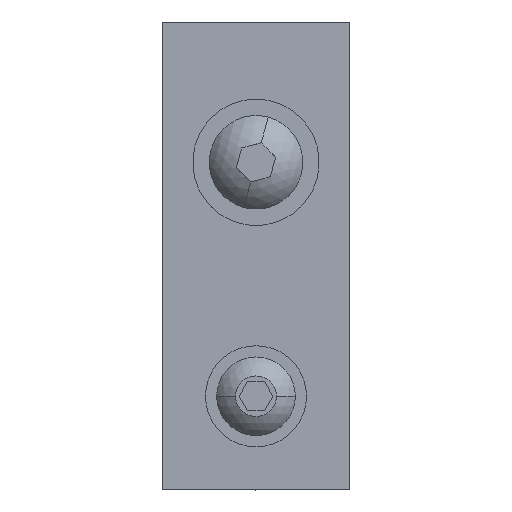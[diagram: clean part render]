
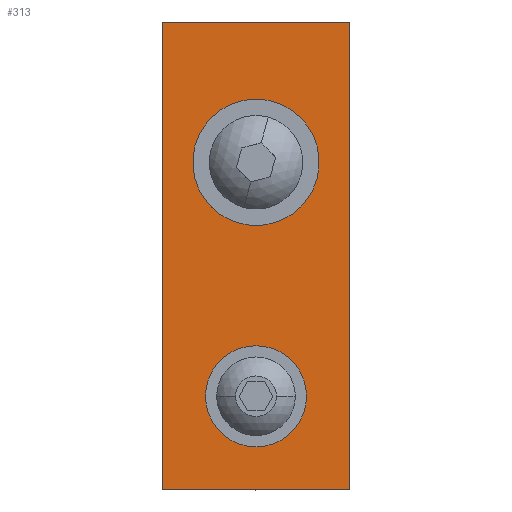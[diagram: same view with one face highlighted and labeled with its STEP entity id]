
A CAD part, top view. The second image highlights one B-rep face of the part: STEP entity #313.
In plain terms, the highlighted planar face has unit normal (0, 0, 1).
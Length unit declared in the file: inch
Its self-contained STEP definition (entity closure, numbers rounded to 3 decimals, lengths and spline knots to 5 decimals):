
#102 = EDGE_CURVE ( 'NONE', #2412, #405, #1832, .T. ) ;
#105 = VERTEX_POINT ( 'NONE', #1872 ) ;
#111 = ORIENTED_EDGE ( 'NONE', *, *, #102, .F. ) ;
#159 = EDGE_CURVE ( 'NONE', #405, #2412, #2075, .T. ) ;
#189 = ORIENTED_EDGE ( 'NONE', *, *, #159, .F. ) ;
#209 = VERTEX_POINT ( 'NONE', #1049 ) ;
#225 = EDGE_CURVE ( 'NONE', #1270, #105, #1100, .T. ) ;
#235 = EDGE_CURVE ( 'NONE', #209, #1830, #1179, .T. ) ;
#244 = EDGE_LOOP ( 'NONE', ( #189, #111 ) ) ;
#259 = ORIENTED_EDGE ( 'NONE', *, *, #225, .F. ) ;
#263 = ORIENTED_EDGE ( 'NONE', *, *, #1484, .F. ) ;
#313 = ADVANCED_FACE ( 'NONE', ( #1842, #1843, #1844 ), #1845, .T. ) ;
#405 = VERTEX_POINT ( 'NONE', #998 ) ;
#504 = VERTEX_POINT ( 'NONE', #1867 ) ;
#567 = ORIENTED_EDGE ( 'NONE', *, *, #3140, .T. ) ;
#654 = CARTESIAN_POINT ( 'NONE',  ( 0.3715, 0.5, 0.188 ) ) ;
#655 = LINE ( 'NONE', #659, #660 ) ;
#659 = CARTESIAN_POINT ( 'NONE',  ( 1., 2.5, 0.188 ) ) ;
#660 = VECTOR ( 'NONE', #661, 39.37008 ) ;
#661 = DIRECTION ( 'NONE',  ( 0., 1., 0. ) ) ;
#675 = EDGE_CURVE ( 'NONE', #1830, #1716, #843, .T. ) ;
#843 = LINE ( 'NONE', #844, #845 ) ;
#844 = CARTESIAN_POINT ( 'NONE',  ( 0., 0., 0.188 ) ) ;
#845 = VECTOR ( 'NONE', #846, 39.37008 ) ;
#846 = DIRECTION ( 'NONE',  ( 1., 0., 0. ) ) ;
#957 = ORIENTED_EDGE ( 'NONE', *, *, #2429, .T. ) ;
#998 = CARTESIAN_POINT ( 'NONE',  ( 0.6285, 0.5, 0.188 ) ) ;
#1049 = CARTESIAN_POINT ( 'NONE',  ( 0., 2.5, 0.188 ) ) ;
#1100 = CIRCLE ( 'NONE', #1101, 0.164 ) ;
#1101 = AXIS2_PLACEMENT_3D ( 'NONE', #1102, #1103, #1104 ) ;
#1102 = CARTESIAN_POINT ( 'NONE',  ( 0.5, 1.75, 0.188 ) ) ;
#1103 = DIRECTION ( 'NONE',  ( 0., 0., 1. ) ) ;
#1104 = DIRECTION ( 'NONE',  ( 1., 0., 0. ) ) ;
#1179 = LINE ( 'NONE', #1180, #1181 ) ;
#1180 = CARTESIAN_POINT ( 'NONE',  ( 0., 2.5, 0.188 ) ) ;
#1181 = VECTOR ( 'NONE', #1182, 39.37008 ) ;
#1182 = DIRECTION ( 'NONE',  ( 0., -1., 0. ) ) ;
#1254 = LINE ( 'NONE', #1255, #1256 ) ;
#1255 = CARTESIAN_POINT ( 'NONE',  ( 0., 2.5, 0.188 ) ) ;
#1256 = VECTOR ( 'NONE', #1257, 39.37008 ) ;
#1257 = DIRECTION ( 'NONE',  ( -1., 0., 0. ) ) ;
#1258 = CARTESIAN_POINT ( 'NONE',  ( 0.664, 1.75, 0.188 ) ) ;
#1270 = VERTEX_POINT ( 'NONE', #1258 ) ;
#1381 = CIRCLE ( 'NONE', #1382, 0.164 ) ;
#1382 = AXIS2_PLACEMENT_3D ( 'NONE', #1383, #1384, #1385 ) ;
#1383 = CARTESIAN_POINT ( 'NONE',  ( 0.5, 1.75, 0.188 ) ) ;
#1384 = DIRECTION ( 'NONE',  ( 0., 0., 1. ) ) ;
#1385 = DIRECTION ( 'NONE',  ( 1., 0., 0. ) ) ;
#1484 = EDGE_CURVE ( 'NONE', #105, #1270, #1381, .T. ) ;
#1564 = CARTESIAN_POINT ( 'NONE',  ( 1., 0., 0.188 ) ) ;
#1710 = CARTESIAN_POINT ( 'NONE',  ( 0., 0., 0.188 ) ) ;
#1716 = VERTEX_POINT ( 'NONE', #1564 ) ;
#1830 = VERTEX_POINT ( 'NONE', #1710 ) ;
#1832 = CIRCLE ( 'NONE', #1833, 0.1285 ) ;
#1833 = AXIS2_PLACEMENT_3D ( 'NONE', #1834, #1835, #1836 ) ;
#1834 = CARTESIAN_POINT ( 'NONE',  ( 0.5, 0.5, 0.188 ) ) ;
#1835 = DIRECTION ( 'NONE',  ( 0., 0., 1. ) ) ;
#1836 = DIRECTION ( 'NONE',  ( 1., 0., 0. ) ) ;
#1842 = FACE_BOUND ( 'NONE', #2885, .T. ) ;
#1843 = FACE_BOUND ( 'NONE', #244, .T. ) ;
#1844 = FACE_OUTER_BOUND ( 'NONE', #3174, .T. ) ;
#1845 = PLANE ( 'NONE',  #1846 ) ;
#1846 = AXIS2_PLACEMENT_3D ( 'NONE', #1848, #1849, #1850 ) ;
#1848 = CARTESIAN_POINT ( 'NONE',  ( 0., 0., 0.188 ) ) ;
#1849 = DIRECTION ( 'NONE',  ( 0., 0., 1. ) ) ;
#1850 = DIRECTION ( 'NONE',  ( 1., 0., 0. ) ) ;
#1867 = CARTESIAN_POINT ( 'NONE',  ( 1., 2.5, 0.188 ) ) ;
#1872 = CARTESIAN_POINT ( 'NONE',  ( 0.336, 1.75, 0.188 ) ) ;
#2075 = CIRCLE ( 'NONE', #2076, 0.1285 ) ;
#2076 = AXIS2_PLACEMENT_3D ( 'NONE', #2078, #2079, #2080 ) ;
#2078 = CARTESIAN_POINT ( 'NONE',  ( 0.5, 0.5, 0.188 ) ) ;
#2079 = DIRECTION ( 'NONE',  ( 0., 0., 1. ) ) ;
#2080 = DIRECTION ( 'NONE',  ( 1., 0., 0. ) ) ;
#2412 = VERTEX_POINT ( 'NONE', #654 ) ;
#2429 = EDGE_CURVE ( 'NONE', #1716, #504, #655, .T. ) ;
#2885 = EDGE_LOOP ( 'NONE', ( #259, #263 ) ) ;
#3129 = ORIENTED_EDGE ( 'NONE', *, *, #675, .T. ) ;
#3140 = EDGE_CURVE ( 'NONE', #504, #209, #1254, .T. ) ;
#3148 = ORIENTED_EDGE ( 'NONE', *, *, #235, .T. ) ;
#3174 = EDGE_LOOP ( 'NONE', ( #3148, #3129, #957, #567 ) ) ;
